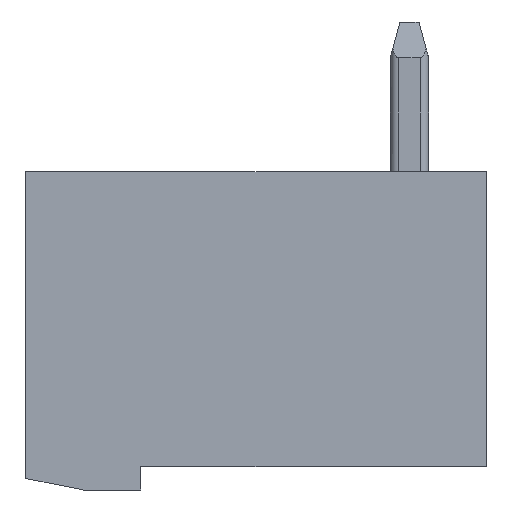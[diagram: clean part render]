
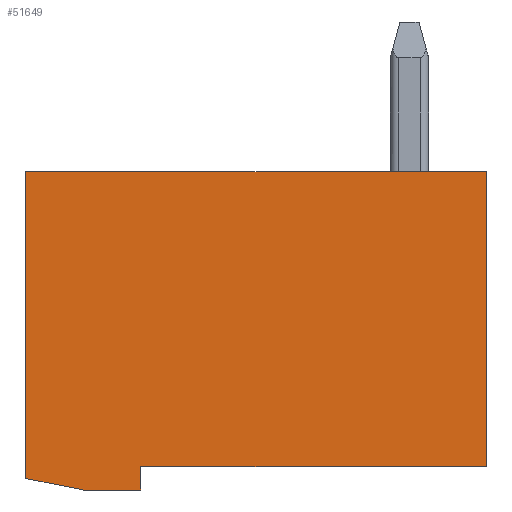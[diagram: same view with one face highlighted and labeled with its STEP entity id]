
A CAD part, left-side view. The second image highlights one B-rep face of the part: STEP entity #51649.
In plain terms, the highlighted planar face has unit normal (-1, 0, 0).
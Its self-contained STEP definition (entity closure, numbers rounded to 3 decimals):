
#51564=CARTESIAN_POINT('',(-26.132,-1.373,-3.8));
#51565=VERTEX_POINT('',#51564);
#51575=CARTESIAN_POINT('',(-26.132,0.,-3.525));
#51576=VERTEX_POINT('',#51575);
#51577=CARTESIAN_POINT('',(-26.132,-1.373,-3.8));
#51578=DIRECTION('',(0.,0.981,0.196));
#51579=VECTOR('',#51578,1.401);
#51580=LINE('',#51577,#51579);
#51581=EDGE_CURVE('',#51565,#51576,#51580,.T.);
#51595=CARTESIAN_POINT('',(-26.132,-3.507,0.));
#51596=DIRECTION('',(0.,0.,1.));
#51597=DIRECTION('',(-1.,0.,0.));
#51598=AXIS2_PLACEMENT_3D('',#51595,#51597,#51596);
#51599=PLANE('',#51598);
#51600=ORIENTED_EDGE('',*,*,#51581,.F.);
#51601=CARTESIAN_POINT('',(-26.132,-2.747,-3.8));
#51602=VERTEX_POINT('',#51601);
#51603=CARTESIAN_POINT('',(-26.132,-1.373,-3.8));
#51604=DIRECTION('',(0.,-1.,0.));
#51605=VECTOR('',#51604,1.373);
#51606=LINE('',#51603,#51605);
#51607=EDGE_CURVE('',#51565,#51602,#51606,.T.);
#51608=ORIENTED_EDGE('',*,*,#51607,.T.);
#51609=CARTESIAN_POINT('',(-26.132,-2.747,-3.251));
#51610=VERTEX_POINT('',#51609);
#51611=CARTESIAN_POINT('',(-26.132,-2.747,-3.8));
#51612=DIRECTION('',(0.,0.,1.));
#51613=VECTOR('',#51612,0.549);
#51614=LINE('',#51611,#51613);
#51615=EDGE_CURVE('',#51602,#51610,#51614,.T.);
#51616=ORIENTED_EDGE('',*,*,#51615,.T.);
#51617=CARTESIAN_POINT('',(-26.132,-10.988,-3.251));
#51618=VERTEX_POINT('',#51617);
#51619=CARTESIAN_POINT('',(-26.132,-2.747,-3.251));
#51620=DIRECTION('',(0.,-1.,0.));
#51621=VECTOR('',#51620,8.241);
#51622=LINE('',#51619,#51621);
#51623=EDGE_CURVE('',#51610,#51618,#51622,.T.);
#51624=ORIENTED_EDGE('',*,*,#51623,.T.);
#51625=CARTESIAN_POINT('',(-26.132,-10.988,3.8));
#51626=VERTEX_POINT('',#51625);
#51627=CARTESIAN_POINT('',(-26.132,-10.988,-3.251));
#51628=DIRECTION('',(0.,0.,1.));
#51629=VECTOR('',#51628,7.05);
#51630=LINE('',#51627,#51629);
#51631=EDGE_CURVE('',#51618,#51626,#51630,.T.);
#51632=ORIENTED_EDGE('',*,*,#51631,.T.);
#51633=CARTESIAN_POINT('',(-26.132,0.,3.8));
#51634=VERTEX_POINT('',#51633);
#51635=CARTESIAN_POINT('',(-26.132,-10.988,3.8));
#51636=DIRECTION('',(0.,1.,0.));
#51637=VECTOR('',#51636,10.988);
#51638=LINE('',#51635,#51637);
#51639=EDGE_CURVE('',#51626,#51634,#51638,.T.);
#51640=ORIENTED_EDGE('',*,*,#51639,.T.);
#51641=CARTESIAN_POINT('',(-26.132,0.,3.8));
#51642=DIRECTION('',(0.,0.,-1.));
#51643=VECTOR('',#51642,7.325);
#51644=LINE('',#51641,#51643);
#51645=EDGE_CURVE('',#51634,#51576,#51644,.T.);
#51646=ORIENTED_EDGE('',*,*,#51645,.T.);
#51647=EDGE_LOOP('',(#51600,#51608,#51616,#51624,#51632,#51640,#51646));
#51648=FACE_OUTER_BOUND('',#51647,.T.);
#51649=ADVANCED_FACE('',(#51648),#51599,.T.);
